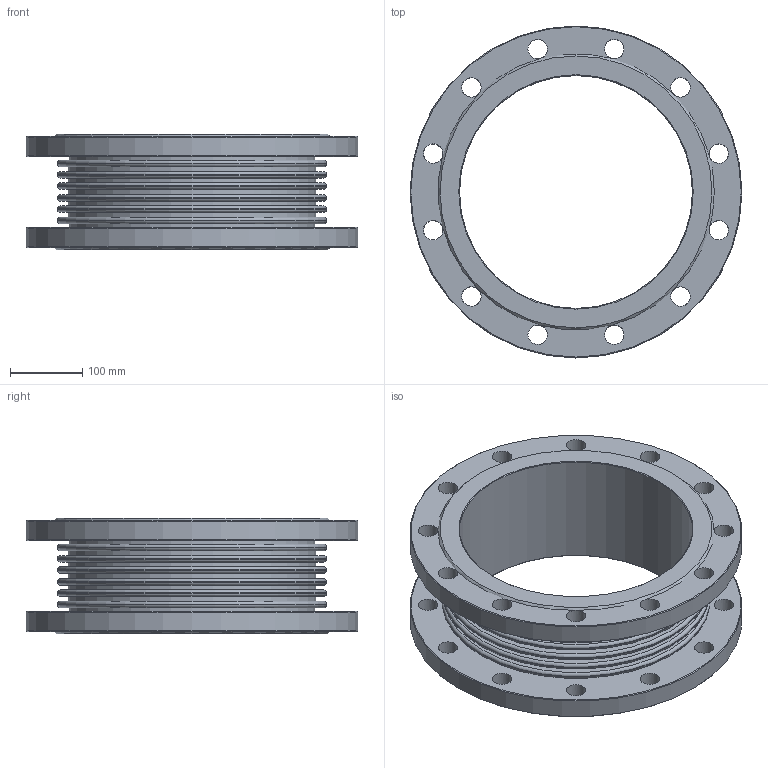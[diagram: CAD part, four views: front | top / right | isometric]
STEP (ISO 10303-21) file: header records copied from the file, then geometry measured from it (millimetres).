
FILE_DESCRIPTION(/* description */ (''),/* implementation_level */ '2;1');
FILE_NAME(/* name */ 'DN300_3D_STEP.stp',/* time_stamp */ '2024-01-27T18:09:27+03:00',/* author */ ('igorr'),/* organization */ (''),/* preprocessor_version */ 'ST-DEVELOPER v19.2',/* originating_system */ 'Autodesk Inventor 2023',/* authorisation */ '');
FILE_SCHEMA (('AUTOMOTIVE_DESIGN { 1 0 10303 214 3 1 1 }'));
Length unit declared in the file: millimetre
Products named in the file (1): Деталь1
Bounding box: 460 x 460 x 160 mm (x, y, z)
Volume: 6378854.6 mm3; surface area: 881579.7 mm2
Topology: 1 solids, 1 shells, 78 faces, 226 edges, 142 vertices
Faces by surface type: cylinder 40, plane 18, torus 12, cone 8
Full cylindrical faces by diameter (mm): 27 x24, 323 x1, 340 x2, 342.825 x5, 372.739 x6, 460 x2
Entity records: 2866 total; most frequent: DIRECTION 562, ORIENTED_EDGE 452, CARTESIAN_POINT 447, AXIS2_PLACEMENT_3D 257, EDGE_CURVE 226, CIRCLE 178, VERTEX_POINT 142, EDGE_LOOP 120
